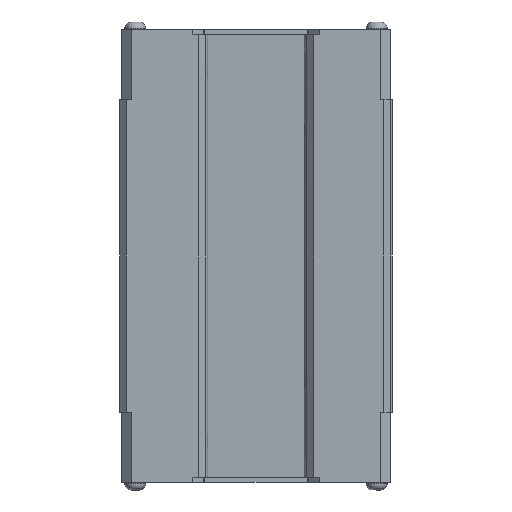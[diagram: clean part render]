
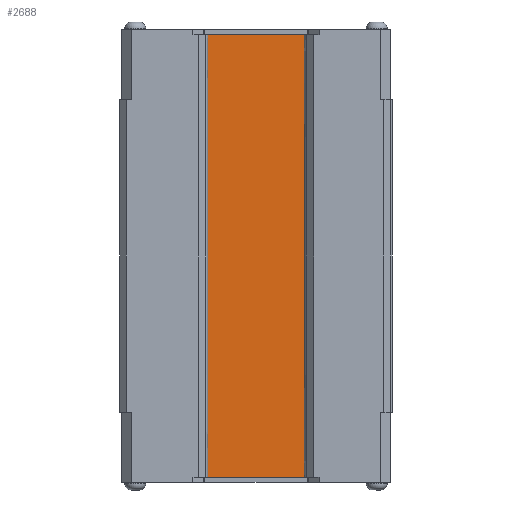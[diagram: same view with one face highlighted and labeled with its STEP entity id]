
A CAD part, front view. The second image highlights one B-rep face of the part: STEP entity #2688.
In plain terms, the highlighted planar face has unit normal (0, -1, 0).
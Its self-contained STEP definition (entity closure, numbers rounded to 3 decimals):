
#2650 = VERTEX_POINT ( 'NONE', #5347 ) ;
#2652 = EDGE_CURVE ( 'NONE', #2653, #2650, #5346, .T. ) ;
#2653 = VERTEX_POINT ( 'NONE', #5577 ) ;
#2666 = VERTEX_POINT ( 'NONE', #5562 ) ;
#2668 = EDGE_CURVE ( 'NONE', #2650, #2666, #5561, .T. ) ;
#2675 = VERTEX_POINT ( 'NONE', #5513 ) ;
#2687 = EDGE_CURVE ( 'NONE', #2675, #2653, #5510, .T. ) ;
#2688 = ADVANCED_FACE ( 'NONE', ( #5502 ), #5501, .T. ) ;
#2689 = EDGE_LOOP ( 'NONE', ( #2690, #2693, #2694, #2695 ) ) ;
#2690 = ORIENTED_EDGE ( 'NONE', *, *, #2692, .T. ) ;
#2692 = EDGE_CURVE ( 'NONE', #2666, #2675, #5427, .T. ) ;
#2693 = ORIENTED_EDGE ( 'NONE', *, *, #2687, .T. ) ;
#2694 = ORIENTED_EDGE ( 'NONE', *, *, #2652, .T. ) ;
#2695 = ORIENTED_EDGE ( 'NONE', *, *, #2668, .T. ) ;
#5343 = DIRECTION ( 'NONE',  ( 1., 0., 0. ) ) ;
#5344 = VECTOR ( 'NONE', #5343, 1000. ) ;
#5345 = CARTESIAN_POINT ( 'NONE',  ( 8.305, -0.07, -10. ) ) ;
#5346 = LINE ( 'NONE', #5345, #5344 ) ;
#5347 = CARTESIAN_POINT ( 'NONE',  ( 8.305, -0.07, -10. ) ) ;
#5424 = DIRECTION ( 'NONE',  ( -1., 0., 0. ) ) ;
#5425 = VECTOR ( 'NONE', #5424, 1000. ) ;
#5426 = CARTESIAN_POINT ( 'NONE',  ( 8.305, -0.07, 58.1 ) ) ;
#5427 = LINE ( 'NONE', #5426, #5425 ) ;
#5497 = DIRECTION ( 'NONE',  ( 0., 0., -1. ) ) ;
#5498 = DIRECTION ( 'NONE',  ( 0., -1., 0. ) ) ;
#5499 = CARTESIAN_POINT ( 'NONE',  ( 8.305, -0.07, -10. ) ) ;
#5500 = AXIS2_PLACEMENT_3D ( 'NONE', #5499, #5498, #5497 ) ;
#5501 = PLANE ( 'NONE',  #5500 ) ;
#5502 = FACE_OUTER_BOUND ( 'NONE', #2689, .T. ) ;
#5503 = DIRECTION ( 'NONE',  ( 0., 0., -1. ) ) ;
#5504 = VECTOR ( 'NONE', #5503, 1000. ) ;
#5505 = CARTESIAN_POINT ( 'NONE',  ( -8.305, -0.07, -10. ) ) ;
#5510 = LINE ( 'NONE', #5505, #5504 ) ;
#5513 = CARTESIAN_POINT ( 'NONE',  ( -8.305, -0.07, 58.1 ) ) ;
#5558 = DIRECTION ( 'NONE',  ( 0., 0., 1. ) ) ;
#5559 = VECTOR ( 'NONE', #5558, 1000. ) ;
#5560 = CARTESIAN_POINT ( 'NONE',  ( 8.305, -0.07, -10. ) ) ;
#5561 = LINE ( 'NONE', #5560, #5559 ) ;
#5562 = CARTESIAN_POINT ( 'NONE',  ( 8.305, -0.07, 58.1 ) ) ;
#5577 = CARTESIAN_POINT ( 'NONE',  ( -8.305, -0.07, -10. ) ) ;
